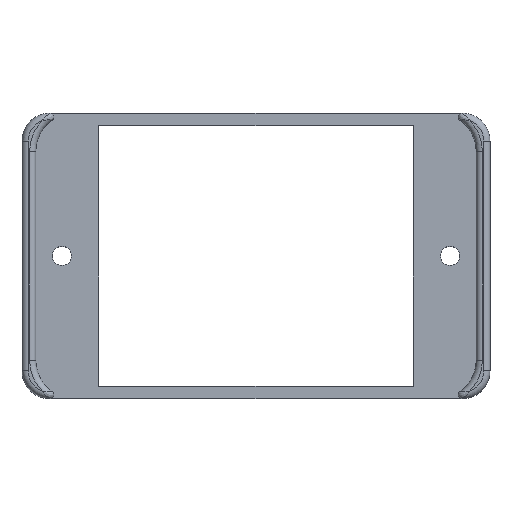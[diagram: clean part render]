
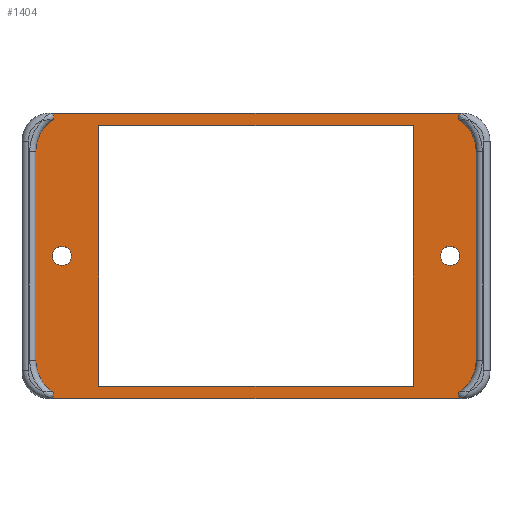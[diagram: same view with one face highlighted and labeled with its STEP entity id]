
A CAD part, top view. The second image highlights one B-rep face of the part: STEP entity #1404.
In plain terms, the highlighted planar face has unit normal (0, 0, 1).
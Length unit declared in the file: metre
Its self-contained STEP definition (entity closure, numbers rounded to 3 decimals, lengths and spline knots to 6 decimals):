
#90=LINE('',#2132,#206);
#91=LINE('',#2138,#207);
#92=LINE('',#2144,#208);
#93=LINE('',#2150,#209);
#94=LINE('',#2153,#210);
#95=LINE('',#2156,#211);
#96=LINE('',#2158,#212);
#97=LINE('',#2160,#213);
#206=VECTOR('',#1679,1.);
#207=VECTOR('',#1684,1.);
#208=VECTOR('',#1689,1.);
#209=VECTOR('',#1694,1.);
#210=VECTOR('',#1697,1.);
#211=VECTOR('',#1698,1.);
#212=VECTOR('',#1699,1.);
#213=VECTOR('',#1700,1.);
#322=ORIENTED_EDGE('',*,*,#754,.F.);
#323=ORIENTED_EDGE('',*,*,#755,.F.);
#324=ORIENTED_EDGE('',*,*,#756,.T.);
#325=ORIENTED_EDGE('',*,*,#757,.F.);
#326=ORIENTED_EDGE('',*,*,#758,.F.);
#327=ORIENTED_EDGE('',*,*,#759,.F.);
#328=ORIENTED_EDGE('',*,*,#760,.T.);
#329=ORIENTED_EDGE('',*,*,#761,.T.);
#330=ORIENTED_EDGE('',*,*,#762,.F.);
#331=ORIENTED_EDGE('',*,*,#763,.T.);
#332=ORIENTED_EDGE('',*,*,#764,.T.);
#333=ORIENTED_EDGE('',*,*,#765,.T.);
#334=ORIENTED_EDGE('',*,*,#766,.F.);
#335=ORIENTED_EDGE('',*,*,#767,.T.);
#336=ORIENTED_EDGE('',*,*,#768,.T.);
#337=ORIENTED_EDGE('',*,*,#769,.F.);
#338=ORIENTED_EDGE('',*,*,#770,.F.);
#339=ORIENTED_EDGE('',*,*,#771,.T.);
#754=EDGE_CURVE('',#970,#971,#1102,.T.);
#755=EDGE_CURVE('',#972,#970,#90,.T.);
#756=EDGE_CURVE('',#972,#973,#1103,.T.);
#757=EDGE_CURVE('',#974,#973,#1104,.T.);
#758=EDGE_CURVE('',#975,#974,#91,.T.);
#759=EDGE_CURVE('',#976,#975,#1105,.T.);
#760=EDGE_CURVE('',#976,#977,#1106,.T.);
#761=EDGE_CURVE('',#977,#978,#92,.T.);
#762=EDGE_CURVE('',#979,#978,#1107,.T.);
#763=EDGE_CURVE('',#979,#980,#1108,.T.);
#764=EDGE_CURVE('',#980,#981,#93,.T.);
#765=EDGE_CURVE('',#981,#971,#1109,.T.);
#766=EDGE_CURVE('',#982,#983,#94,.T.);
#767=EDGE_CURVE('',#982,#984,#95,.T.);
#768=EDGE_CURVE('',#984,#985,#96,.T.);
#769=EDGE_CURVE('',#983,#985,#97,.T.);
#770=EDGE_CURVE('',#986,#986,#1110,.T.);
#771=EDGE_CURVE('',#987,#987,#1111,.F.);
#970=VERTEX_POINT('',#2130);
#971=VERTEX_POINT('',#2131);
#972=VERTEX_POINT('',#2133);
#973=VERTEX_POINT('',#2135);
#974=VERTEX_POINT('',#2137);
#975=VERTEX_POINT('',#2139);
#976=VERTEX_POINT('',#2141);
#977=VERTEX_POINT('',#2143);
#978=VERTEX_POINT('',#2145);
#979=VERTEX_POINT('',#2147);
#980=VERTEX_POINT('',#2149);
#981=VERTEX_POINT('',#2151);
#982=VERTEX_POINT('',#2154);
#983=VERTEX_POINT('',#2155);
#984=VERTEX_POINT('',#2157);
#985=VERTEX_POINT('',#2159);
#986=VERTEX_POINT('',#2162);
#987=VERTEX_POINT('',#2164);
#1102=CIRCLE('',#1506,0.0005);
#1103=CIRCLE('',#1507,0.0005);
#1104=CIRCLE('',#1508,0.005);
#1105=CIRCLE('',#1509,0.005);
#1106=CIRCLE('',#1510,0.0005);
#1107=CIRCLE('',#1511,0.0005);
#1108=CIRCLE('',#1512,0.005);
#1109=CIRCLE('',#1513,0.005);
#1110=CIRCLE('',#1514,0.00125);
#1111=CIRCLE('',#1515,0.00125);
#1178=EDGE_LOOP('',(#322,#323,#324,#325,#326,#327,#328,#329,#330,#331,#332,
#333));
#1179=EDGE_LOOP('',(#334,#335,#336,#337));
#1180=EDGE_LOOP('',(#338));
#1181=EDGE_LOOP('',(#339));
#1274=FACE_BOUND('',#1178,.T.);
#1275=FACE_BOUND('',#1179,.T.);
#1276=FACE_BOUND('',#1180,.T.);
#1277=FACE_BOUND('',#1181,.T.);
#1370=PLANE('',#1505);
#1404=ADVANCED_FACE('',(#1274,#1275,#1276,#1277),#1370,.T.);
#1505=AXIS2_PLACEMENT_3D('',#2128,#1675,#1676);
#1506=AXIS2_PLACEMENT_3D('',#2129,#1677,#1678);
#1507=AXIS2_PLACEMENT_3D('',#2134,#1680,#1681);
#1508=AXIS2_PLACEMENT_3D('',#2136,#1682,#1683);
#1509=AXIS2_PLACEMENT_3D('',#2140,#1685,#1686);
#1510=AXIS2_PLACEMENT_3D('',#2142,#1687,#1688);
#1511=AXIS2_PLACEMENT_3D('',#2146,#1690,#1691);
#1512=AXIS2_PLACEMENT_3D('',#2148,#1692,#1693);
#1513=AXIS2_PLACEMENT_3D('',#2152,#1695,#1696);
#1514=AXIS2_PLACEMENT_3D('',#2161,#1701,#1702);
#1515=AXIS2_PLACEMENT_3D('',#2163,#1703,#1704);
#1675=DIRECTION('',(0.,0.,1.));
#1676=DIRECTION('',(1.,0.,0.));
#1677=DIRECTION('',(0.,0.,1.));
#1678=DIRECTION('',(1.,0.,0.));
#1679=DIRECTION('',(-1.,0.,0.));
#1680=DIRECTION('',(0.,0.,-1.));
#1681=DIRECTION('',(1.,0.,0.));
#1682=DIRECTION('',(0.,0.,-1.));
#1683=DIRECTION('',(1.,0.,0.));
#1684=DIRECTION('',(0.,-1.,0.));
#1685=DIRECTION('',(0.,0.,-1.));
#1686=DIRECTION('',(1.,0.,0.));
#1687=DIRECTION('',(0.,0.,-1.));
#1688=DIRECTION('',(1.,0.,0.));
#1689=DIRECTION('',(-1.,0.,0.));
#1690=DIRECTION('',(0.,0.,1.));
#1691=DIRECTION('',(1.,0.,0.));
#1692=DIRECTION('',(0.,0.,1.));
#1693=DIRECTION('',(1.,0.,0.));
#1694=DIRECTION('',(0.,-1.,0.));
#1695=DIRECTION('',(0.,0.,1.));
#1696=DIRECTION('',(1.,0.,0.));
#1697=DIRECTION('',(-1.,0.,0.));
#1698=DIRECTION('',(0.,-1.,0.));
#1699=DIRECTION('',(-1.,0.,0.));
#1700=DIRECTION('',(0.,-1.,0.));
#1701=DIRECTION('',(0.,0.,1.));
#1702=DIRECTION('',(1.,0.,0.));
#1703=DIRECTION('',(0.,0.,1.));
#1704=DIRECTION('',(1.,0.,0.));
#2128=CARTESIAN_POINT('',(0.,0.,0.011));
#2129=CARTESIAN_POINT('',(-0.026862,-0.0181,0.011));
#2130=CARTESIAN_POINT('',(-0.026862,-0.0186,0.011));
#2131=CARTESIAN_POINT('',(-0.026575,-0.017691,0.011));
#2132=CARTESIAN_POINT('',(0.,-0.0186,0.011));
#2133=CARTESIAN_POINT('',(0.026862,-0.0186,0.011));
#2134=CARTESIAN_POINT('',(0.026862,-0.0181,0.011));
#2135=CARTESIAN_POINT('',(0.026575,-0.017691,0.011));
#2136=CARTESIAN_POINT('',(0.0237,-0.0136,0.011));
#2137=CARTESIAN_POINT('',(0.0287,-0.0136,0.011));
#2138=CARTESIAN_POINT('',(0.0287,0.,0.011));
#2139=CARTESIAN_POINT('',(0.0287,0.0136,0.011));
#2140=CARTESIAN_POINT('',(0.0237,0.0136,0.011));
#2141=CARTESIAN_POINT('',(0.026575,0.017691,0.011));
#2142=CARTESIAN_POINT('',(0.026862,0.0181,0.011));
#2143=CARTESIAN_POINT('',(0.026862,0.0186,0.011));
#2144=CARTESIAN_POINT('',(0.,0.0186,0.011));
#2145=CARTESIAN_POINT('',(-0.026862,0.0186,0.011));
#2146=CARTESIAN_POINT('',(-0.026862,0.0181,0.011));
#2147=CARTESIAN_POINT('',(-0.026575,0.017691,0.011));
#2148=CARTESIAN_POINT('',(-0.0237,0.0136,0.011));
#2149=CARTESIAN_POINT('',(-0.0287,0.0136,0.011));
#2150=CARTESIAN_POINT('',(-0.0287,0.,0.011));
#2151=CARTESIAN_POINT('',(-0.0287,-0.0136,0.011));
#2152=CARTESIAN_POINT('',(-0.0237,-0.0136,0.011));
#2153=CARTESIAN_POINT('',(0.,0.017,0.011));
#2154=CARTESIAN_POINT('',(0.0205,0.017,0.011));
#2155=CARTESIAN_POINT('',(-0.0205,0.017,0.011));
#2156=CARTESIAN_POINT('',(0.0205,0.,0.011));
#2157=CARTESIAN_POINT('',(0.0205,-0.017,0.011));
#2158=CARTESIAN_POINT('',(0.,-0.017,0.011));
#2159=CARTESIAN_POINT('',(-0.0205,-0.017,0.011));
#2160=CARTESIAN_POINT('',(-0.0205,0.,0.011));
#2161=CARTESIAN_POINT('',(0.0253,0.,0.011));
#2162=CARTESIAN_POINT('',(0.02655,0.,0.011));
#2163=CARTESIAN_POINT('',(-0.0253,0.,0.011));
#2164=CARTESIAN_POINT('',(-0.02405,0.,0.011));
